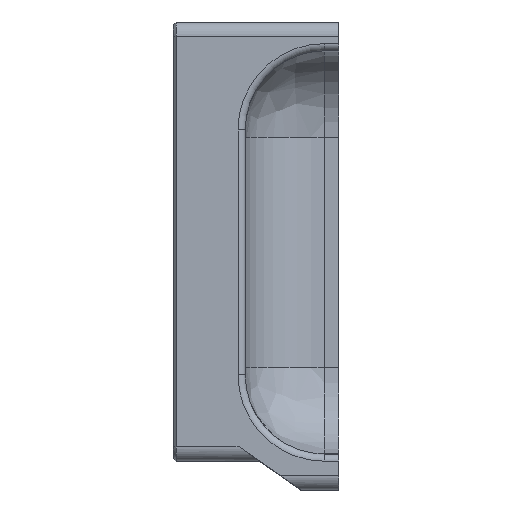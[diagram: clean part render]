
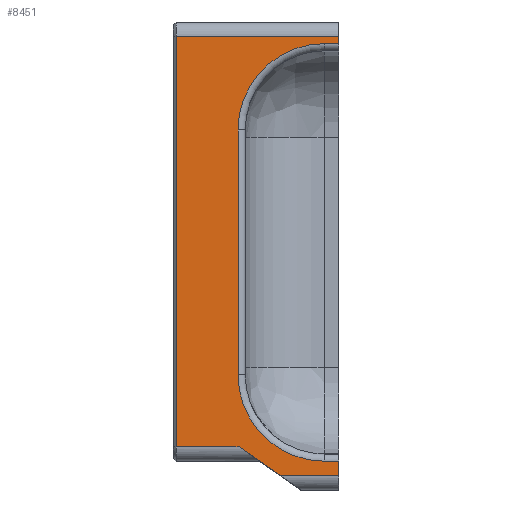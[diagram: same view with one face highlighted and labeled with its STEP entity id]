
A CAD part, left-side view. The second image highlights one B-rep face of the part: STEP entity #8451.
In plain terms, the highlighted planar face has unit normal (-1, 0, 0).
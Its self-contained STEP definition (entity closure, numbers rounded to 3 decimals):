
#472=CIRCLE('',#9096,12.);
#473=CIRCLE('',#9097,12.);
#908=FACE_OUTER_BOUND('',#1365,.T.);
#1365=EDGE_LOOP('',(#6697,#6698,#6699,#6700,#6701,#6702,#6703,#6704,#6705,
#6706,#6707,#6708));
#1570=LINE('',#11874,#2440);
#1576=LINE('',#11890,#2446);
#2091=LINE('',#13571,#2961);
#2094=LINE('',#13582,#2964);
#2099=LINE('',#13593,#2969);
#2104=LINE('',#13609,#2974);
#2105=LINE('',#13610,#2975);
#2106=LINE('',#13612,#2976);
#2107=LINE('',#13616,#2977);
#2108=LINE('',#13619,#2978);
#2440=VECTOR('',#9443,10.);
#2446=VECTOR('',#9461,10.);
#2961=VECTOR('',#10842,10.);
#2964=VECTOR('',#10851,10.);
#2969=VECTOR('',#10858,10.);
#2974=VECTOR('',#10873,10.);
#2975=VECTOR('',#10874,10.);
#2976=VECTOR('',#10875,10.);
#2977=VECTOR('',#10878,10.);
#2978=VECTOR('',#10881,10.);
#3308=VERTEX_POINT('',#11867);
#3310=VERTEX_POINT('',#11872);
#3314=VERTEX_POINT('',#11888);
#3795=VERTEX_POINT('',#13570);
#3799=VERTEX_POINT('',#13579);
#3800=VERTEX_POINT('',#13581);
#3805=VERTEX_POINT('',#13592);
#3811=VERTEX_POINT('',#13608);
#3812=VERTEX_POINT('',#13611);
#3813=VERTEX_POINT('',#13613);
#3814=VERTEX_POINT('',#13615);
#3815=VERTEX_POINT('',#13617);
#4143=EDGE_CURVE('',#3310,#3308,#1570,.T.);
#4152=EDGE_CURVE('',#3310,#3314,#1576,.T.);
#4873=EDGE_CURVE('',#3795,#3308,#2091,.T.);
#4878=EDGE_CURVE('',#3799,#3800,#2094,.T.);
#4884=EDGE_CURVE('',#3795,#3805,#2099,.T.);
#4892=EDGE_CURVE('',#3811,#3314,#2104,.T.);
#4893=EDGE_CURVE('',#3811,#3800,#2105,.T.);
#4894=EDGE_CURVE('',#3799,#3812,#2106,.T.);
#4895=EDGE_CURVE('',#3812,#3813,#472,.T.);
#4896=EDGE_CURVE('',#3813,#3814,#2107,.T.);
#4897=EDGE_CURVE('',#3814,#3815,#473,.T.);
#4898=EDGE_CURVE('',#3815,#3805,#2108,.T.);
#6697=ORIENTED_EDGE('',*,*,#4143,.F.);
#6698=ORIENTED_EDGE('',*,*,#4152,.T.);
#6699=ORIENTED_EDGE('',*,*,#4892,.F.);
#6700=ORIENTED_EDGE('',*,*,#4893,.T.);
#6701=ORIENTED_EDGE('',*,*,#4878,.F.);
#6702=ORIENTED_EDGE('',*,*,#4894,.T.);
#6703=ORIENTED_EDGE('',*,*,#4895,.T.);
#6704=ORIENTED_EDGE('',*,*,#4896,.T.);
#6705=ORIENTED_EDGE('',*,*,#4897,.T.);
#6706=ORIENTED_EDGE('',*,*,#4898,.T.);
#6707=ORIENTED_EDGE('',*,*,#4884,.F.);
#6708=ORIENTED_EDGE('',*,*,#4873,.T.);
#8107=PLANE('',#9095);
#8451=ADVANCED_FACE('',(#908),#8107,.F.);
#9095=AXIS2_PLACEMENT_3D('',#13607,#10871,#10872);
#9096=AXIS2_PLACEMENT_3D('',#13614,#10876,#10877);
#9097=AXIS2_PLACEMENT_3D('',#13618,#10879,#10880);
#9443=DIRECTION('',(0.,0.,1.));
#9461=DIRECTION('',(0.,-1.,0.));
#10842=DIRECTION('',(0.,1.,0.));
#10851=DIRECTION('',(0.,0.,-1.));
#10858=DIRECTION('',(0.,0.,-1.));
#10871=DIRECTION('center_axis',(1.,0.,0.));
#10872=DIRECTION('ref_axis',(0.,0.,
-1.));
#10873=DIRECTION('',(0.,0.819,0.574));
#10874=DIRECTION('',(0.,-1.,0.));
#10875=DIRECTION('',(0.,1.,0.));
#10876=DIRECTION('center_axis',(1.,0.,0.));
#10877=DIRECTION('ref_axis',(0.,0.707,-0.707));
#10878=DIRECTION('',(0.,0.,1.));
#10879=DIRECTION('center_axis',(1.,0.,0.));
#10880=DIRECTION('ref_axis',(0.,0.707,0.707));
#10881=DIRECTION('',(0.,-1.,0.));
#11867=CARTESIAN_POINT('',(-204.5,12.6,-523.));
#11872=CARTESIAN_POINT('',(-204.5,12.6,-580.));
#11874=CARTESIAN_POINT('',(-204.5,12.6,-536.25));
#11888=CARTESIAN_POINT('',(-204.5,3.856,-580.));
#11890=CARTESIAN_POINT('',(-204.5,-4.5,-580.));
#13570=CARTESIAN_POINT('',(-204.5,-10.,-523.));
#13571=CARTESIAN_POINT('',(-204.5,-10.,-523.));
#13579=CARTESIAN_POINT('',(-204.5,-10.,-582.));
#13581=CARTESIAN_POINT('',(-204.5,-10.,-584.));
#13582=CARTESIAN_POINT('',(-204.5,-10.,-582.));
#13592=CARTESIAN_POINT('',(-204.5,-10.,-524.));
#13593=CARTESIAN_POINT('',(-204.5,-10.,-518.));
#13607=CARTESIAN_POINT('Origin',(-204.5,-10.,-520.));
#13608=CARTESIAN_POINT('',(-204.5,-1.856,-584.));
#13609=CARTESIAN_POINT('',(-204.5,9.018,-576.386));
#13610=CARTESIAN_POINT('',(-204.5,-10.,-584.));
#13611=CARTESIAN_POINT('',(-204.5,-8.,-582.));
#13612=CARTESIAN_POINT('',(-204.5,-10.,-582.));
#13613=CARTESIAN_POINT('',(-204.5,4.,-570.));
#13614=CARTESIAN_POINT('Origin',(-204.5,-8.,-570.));
#13615=CARTESIAN_POINT('',(-204.5,4.,-536.));
#13616=CARTESIAN_POINT('',(-204.5,4.,-528.));
#13617=CARTESIAN_POINT('',(-204.5,-8.,-524.));
#13618=CARTESIAN_POINT('Origin',(-204.5,-8.,-536.));
#13619=CARTESIAN_POINT('',(-204.5,-11.5,-524.));
